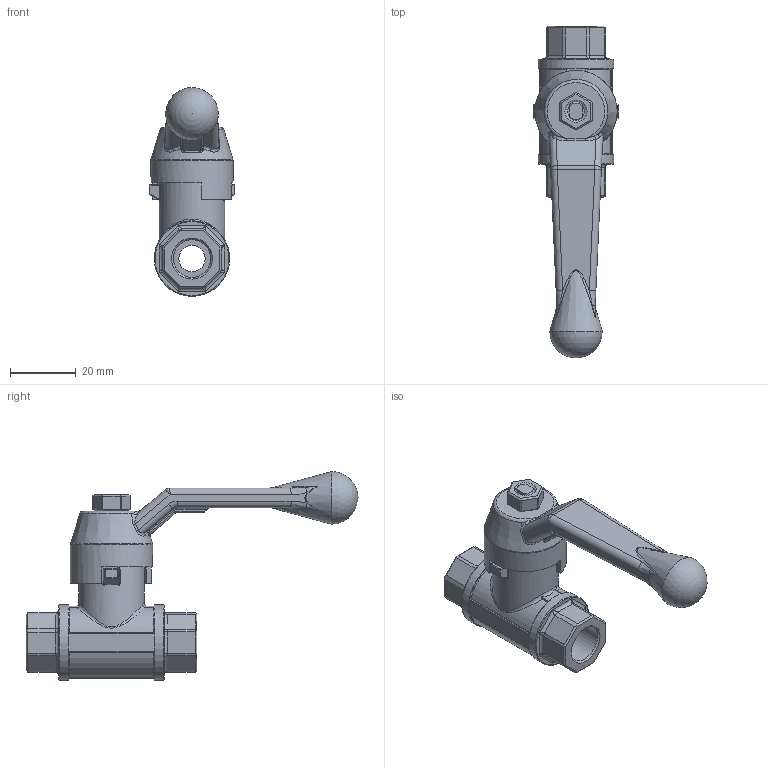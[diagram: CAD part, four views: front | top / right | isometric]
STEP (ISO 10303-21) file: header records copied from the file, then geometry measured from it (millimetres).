
FILE_DESCRIPTION(/* description */ ('Unknown'),/* implementation_level */ '2;1');
FILE_NAME(/* name */ '828-02',/* time_stamp */ '2022-08-09T09:36:35+02:00',/* author */ ('Unknown'),/* organization */ ('Unknown'),/* preprocessor_version */ 'ST-DEVELOPER v16.7',/* originating_system */ 'Solid Edge',/* authorisation */ 'Unknown');
FILE_SCHEMA (('AUTOMOTIVE_DESIGN {1 0 10303 214 3 1 1}'));
Length unit declared in the file: millimetre
Products named in the file (4): 2.108.010; Hebel f黵 1_8 - 1_4; DIN934-M6.1.1
Assembly tree (3 placements, depth 2):
  2.108.010
    2.108.010
    Hebel f黵 1_8 - 1_4
    DIN934-M6.1.1
Bounding box: 26 x 101 x 63.5 mm (x, y, z)
Volume: 31740.6 mm3; surface area: 13102.8 mm2
Topology: 3 solids, 4 shells, 326 faces, 814 edges, 476 vertices
Faces by surface type: plane 138, cylinder 89, bspline 61, torus 16, sphere 13, cone 9
Full cylindrical faces by diameter (mm): 5 x2, 6.5 x1, 8 x1, 11.445 x2, 20 x1, 22 x1, 23 x2, 25 x1
Entity records: 11714 total; most frequent: CARTESIAN_POINT 3342, ORIENTED_EDGE 1492, DIRECTION 1299, EDGE_CURVE 746, AXIS2_PLACEMENT_3D 462, VERTEX_POINT 460, LINE 375, VECTOR 375
